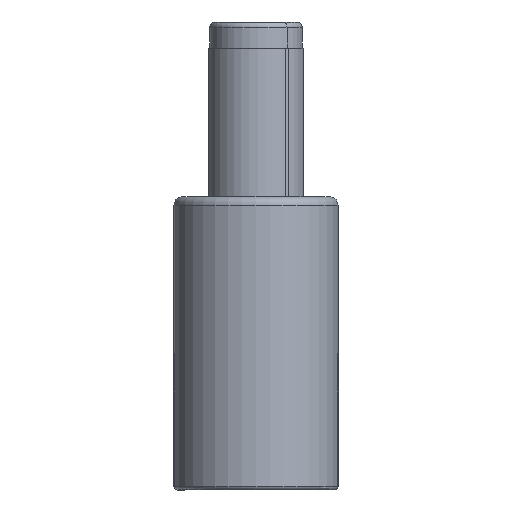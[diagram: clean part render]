
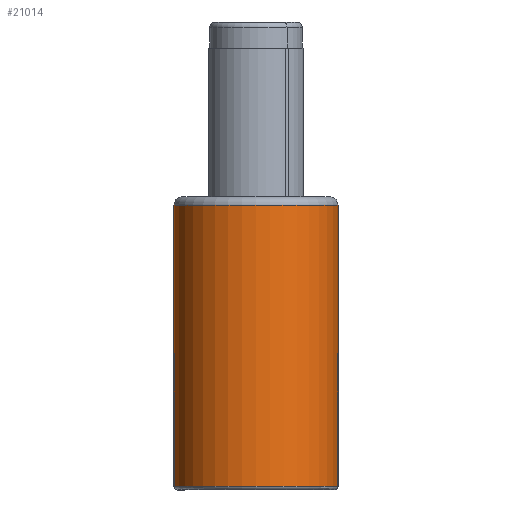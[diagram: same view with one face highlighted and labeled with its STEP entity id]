
A CAD part, top view. The second image highlights one B-rep face of the part: STEP entity #21014.
In plain terms, the highlighted cylindrical face has radius 4.7 mm (diameter 9.4 mm), a partial arc.
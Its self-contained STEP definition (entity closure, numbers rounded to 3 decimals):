
#190 = CARTESIAN_POINT ( 'NONE',  ( 0., 0., 16.3 ) ) ;
#347 = DIRECTION ( 'NONE',  ( -1., 0., 0. ) ) ;
#989 = EDGE_CURVE ( 'NONE', #14192, #29599, #27566, .T. ) ;
#1499 = CARTESIAN_POINT ( 'NONE',  ( 4.7, 0., 0.2 ) ) ;
#1737 = LINE ( 'NONE', #31971, #16024 ) ;
#1743 = ORIENTED_EDGE ( 'NONE', *, *, #989, .T. ) ;
#2621 = EDGE_CURVE ( 'NONE', #5753, #13523, #29576, .T. ) ;
#5147 = CARTESIAN_POINT ( 'NONE',  ( -4.7, -0.002, 0.2 ) ) ;
#5176 = CARTESIAN_POINT ( 'NONE',  ( 0., 0., 16.8 ) ) ;
#5737 = CARTESIAN_POINT ( 'NONE',  ( -4.7, 0., 16.3 ) ) ;
#5753 = VERTEX_POINT ( 'NONE', #21145 ) ;
#6540 = LINE ( 'NONE', #19466, #17323 ) ;
#6872 = AXIS2_PLACEMENT_3D ( 'NONE', #9896, #12285, #24743 ) ;
#7458 = DIRECTION ( 'NONE',  ( 0., 0., -1. ) ) ;
#7899 = EDGE_CURVE ( 'NONE', #29599, #5753, #15626, .T. ) ;
#8007 = AXIS2_PLACEMENT_3D ( 'NONE', #5176, #7458, #347 ) ;
#9556 = EDGE_CURVE ( 'NONE', #29176, #31581, #23563, .T. ) ;
#9896 = CARTESIAN_POINT ( 'NONE',  ( 0., 0., 0.2 ) ) ;
#10101 = CYLINDRICAL_SURFACE ( 'NONE', #8007, 4.7 ) ;
#10888 = EDGE_CURVE ( 'NONE', #31581, #14192, #6540, .T. ) ;
#10914 = ORIENTED_EDGE ( 'NONE', *, *, #2621, .T. ) ;
#12123 = ORIENTED_EDGE ( 'NONE', *, *, #19105, .F. ) ;
#12285 = DIRECTION ( 'NONE',  ( 0., 0., 1. ) ) ;
#12295 = CARTESIAN_POINT ( 'NONE',  ( -4.7, 0., 0.2 ) ) ;
#12940 = CARTESIAN_POINT ( 'NONE',  ( 4.7, 0., 0.2 ) ) ;
#13523 = VERTEX_POINT ( 'NONE', #12940 ) ;
#14179 = CARTESIAN_POINT ( 'NONE',  ( -4.7, 0., 0.2 ) ) ;
#14192 = VERTEX_POINT ( 'NONE', #14179 ) ;
#14634 = ORIENTED_EDGE ( 'NONE', *, *, #7899, .T. ) ;
#14794 = CARTESIAN_POINT ( 'NONE',  ( -4.7, -0.001, 0.2 ) ) ;
#14989 = DIRECTION ( 'NONE',  ( 1., 0., 0. ) ) ;
#15626 = CIRCLE ( 'NONE', #6872, 4.7 ) ;
#16024 = VECTOR ( 'NONE', #26900, 1000. ) ;
#16270 = AXIS2_PLACEMENT_3D ( 'NONE', #190, #29727, #14989 ) ;
#17323 = VECTOR ( 'NONE', #31744, 1000. ) ;
#19105 = EDGE_CURVE ( 'NONE', #29176, #13523, #1737, .T. ) ;
#19466 = CARTESIAN_POINT ( 'NONE',  ( -4.7, 0., 16.8 ) ) ;
#20954 = CARTESIAN_POINT ( 'NONE',  ( -4.7, -0.002, 0.2 ) ) ;
#21014 = ADVANCED_FACE ( 'NONE', ( #23983 ), #10101, .T. ) ;
#21145 = CARTESIAN_POINT ( 'NONE',  ( 4.7, -0.002, 0.2 ) ) ;
#21355 = CARTESIAN_POINT ( 'NONE',  ( 4.7, -0.001, 0.2 ) ) ;
#23563 = CIRCLE ( 'NONE', #16270, 4.7 ) ;
#23587 = CARTESIAN_POINT ( 'NONE',  ( 4.7, -0.002, 0.2 ) ) ;
#23983 = FACE_OUTER_BOUND ( 'NONE', #24431, .T. ) ;
#24431 = EDGE_LOOP ( 'NONE', ( #12123, #28724, #27172, #1743, #14634, #10914 ) ) ;
#24743 = DIRECTION ( 'NONE',  ( 1., 0., 0. ) ) ;
#24748 = CARTESIAN_POINT ( 'NONE',  ( -4.7, -0.001, 0.2 ) ) ;
#26056 = CARTESIAN_POINT ( 'NONE',  ( 4.7, -0.001, 0.2 ) ) ;
#26900 = DIRECTION ( 'NONE',  ( 0., 0., -1. ) ) ;
#27172 = ORIENTED_EDGE ( 'NONE', *, *, #10888, .T. ) ;
#27566 =( BOUNDED_CURVE ( )  B_SPLINE_CURVE ( 3, ( #12295, #14794, #24748, #5147 ),
 .UNSPECIFIED., .F., .T. ) 
 B_SPLINE_CURVE_WITH_KNOTS ( ( 4, 4 ),
 ( 4.712, 4.713 ),
 .UNSPECIFIED. ) 
 CURVE ( )  GEOMETRIC_REPRESENTATION_ITEM ( )  RATIONAL_B_SPLINE_CURVE ( ( 1., 1., 1., 1. ) ) 
 REPRESENTATION_ITEM ( '' )  );
#28724 = ORIENTED_EDGE ( 'NONE', *, *, #9556, .T. ) ;
#29134 = CARTESIAN_POINT ( 'NONE',  ( 4.7, 0., 16.3 ) ) ;
#29176 = VERTEX_POINT ( 'NONE', #29134 ) ;
#29576 =( BOUNDED_CURVE ( )  B_SPLINE_CURVE ( 3, ( #23587, #21355, #26056, #1499 ),
 .UNSPECIFIED., .F., .T. ) 
 B_SPLINE_CURVE_WITH_KNOTS ( ( 4, 4 ),
 ( 1.57, 1.571 ),
 .UNSPECIFIED. ) 
 CURVE ( )  GEOMETRIC_REPRESENTATION_ITEM ( )  RATIONAL_B_SPLINE_CURVE ( ( 1., 1., 1., 1. ) ) 
 REPRESENTATION_ITEM ( '' )  );
#29599 = VERTEX_POINT ( 'NONE', #20954 ) ;
#29727 = DIRECTION ( 'NONE',  ( 0., 0., -1. ) ) ;
#31581 = VERTEX_POINT ( 'NONE', #5737 ) ;
#31744 = DIRECTION ( 'NONE',  ( 0., 0., -1. ) ) ;
#31971 = CARTESIAN_POINT ( 'NONE',  ( 4.7, 0., 16.8 ) ) ;
